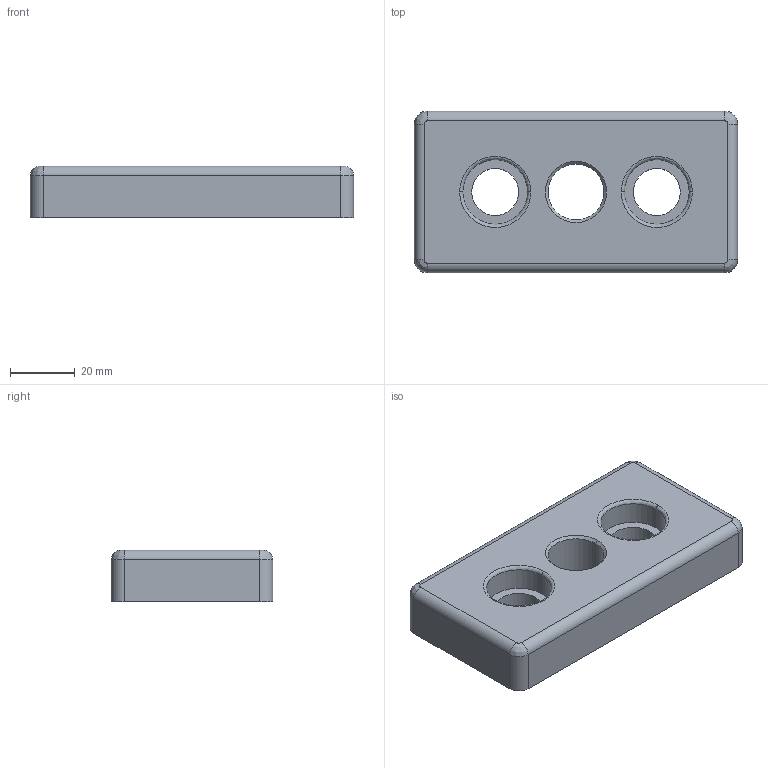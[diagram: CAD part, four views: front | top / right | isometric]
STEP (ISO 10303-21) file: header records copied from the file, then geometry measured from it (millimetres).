
FILE_DESCRIPTION(/* description */ (''),/* implementation_level */ '2;1');
FILE_NAME(/* name */ '525020.stp',/* time_stamp */ '2018-05-14T19:07:08+02:00',/* author */ ('TraceParts'),/* organization */ ('Alutec K&K'),/* preprocessor_version */ 'ST-DEVELOPER v16.1',/* originating_system */ 'Autodesk Inventor 2016',/* authorisation */ '');
FILE_SCHEMA (('AUTOMOTIVE_DESIGN { 1 0 10303 214 3 1 1 }'));
Length unit declared in the file: millimetre
Products named in the file (1): 525020
Bounding box: 100 x 50 x 16 mm (x, y, z)
Volume: 45337 mm3; surface area: 21739 mm2
Topology: 1 solids, 1 shells, 171 faces, 405 edges, 230 vertices
Faces by surface type: cylinder 79, bspline 58, plane 32, cone 2
Entity records: 5944 total; most frequent: CARTESIAN_POINT 1994, DIRECTION 825, ORIENTED_EDGE 782, EDGE_CURVE 391, AXIS2_PLACEMENT_3D 339, VERTEX_POINT 230, CIRCLE 225, EDGE_LOOP 185
